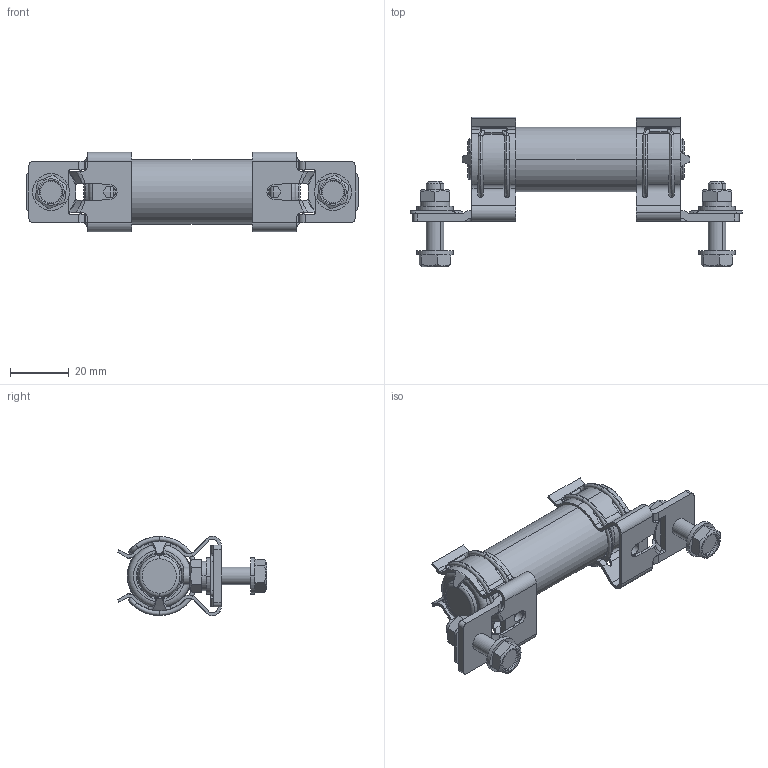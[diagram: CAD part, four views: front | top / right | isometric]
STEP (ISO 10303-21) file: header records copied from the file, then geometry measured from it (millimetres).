
FILE_DESCRIPTION (( 'STEP AP203' ), '1' );
FILE_NAME ('ﾍﾏﾍ2-60.STEP', '2013-11-28T06:23:21', ( 'www.PHILka.RU' ), ( 'WareZ Provider ' ), 'SwSTEP 2.0', 'SolidWorks 2007', '' );
FILE_SCHEMA (( 'CONFIG_CONTROL_DESIGN' ));
Length unit declared in the file: millimetre
Products named in the file (1): ﾍﾏﾍ2-60
Bounding box: 113 x 50.84 x 27 mm (x, y, z)
Surface area: 20461.7 mm2 (no closed solid volume)
Topology: 0 solids, 23 shells, 554 faces, 1654 edges, 1082 vertices
Faces by surface type: cylinder 198, plane 154, torus 92, bspline 78, cone 32
Entity records: 23603 total; most frequent: CARTESIAN_POINT 9193, ORIENTED_EDGE 3126, DIRECTION 2878, EDGE_CURVE 1646, AXIS2_PLACEMENT_3D 1145, VERTEX_POINT 1082, CIRCLE 668, VECTOR 588
